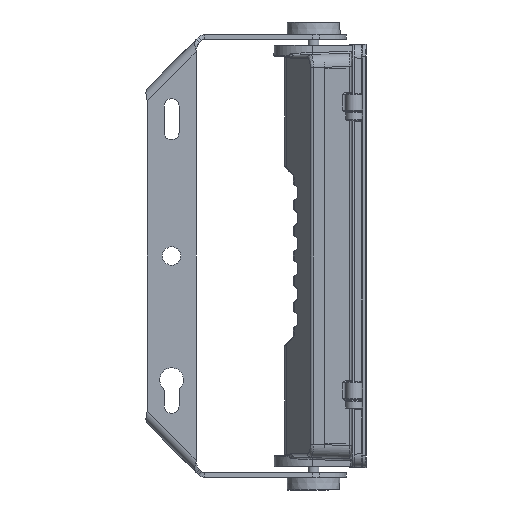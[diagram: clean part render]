
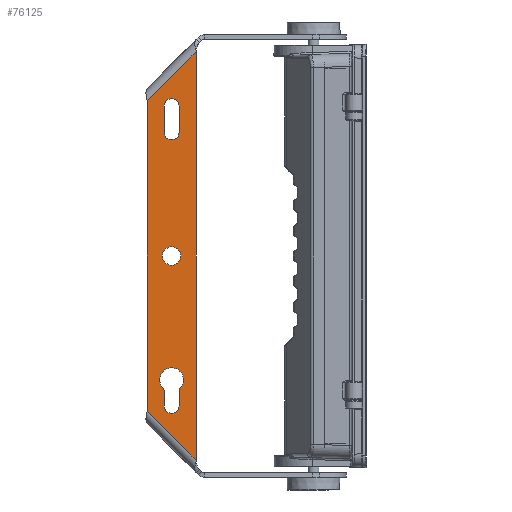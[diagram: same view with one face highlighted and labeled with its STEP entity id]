
A CAD part, front view. The second image highlights one B-rep face of the part: STEP entity #76125.
In plain terms, the highlighted planar face has unit normal (0, -1, 0).
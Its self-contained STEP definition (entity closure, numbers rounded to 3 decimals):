
#1091 = CARTESIAN_POINT ( 'NONE',  ( 171.5, 0., 0. ) ) ;
#1662 = CIRCLE ( 'NONE', #39433, 5. ) ;
#1968 = DIRECTION ( 'NONE',  ( -1., 0., 0. ) ) ;
#2652 = LINE ( 'NONE', #26294, #34015 ) ;
#2716 = AXIS2_PLACEMENT_3D ( 'NONE', #60412, #14596, #96932 ) ;
#2978 = CARTESIAN_POINT ( 'NONE',  ( 141.5, 0., -8.5 ) ) ;
#3369 = CIRCLE ( 'NONE', #56944, 10.5 ) ;
#3639 = DIRECTION ( 'NONE',  ( -0.707, 0., -0.707 ) ) ;
#3956 = VERTEX_POINT ( 'NONE', #58519 ) ;
#6063 = CIRCLE ( 'NONE', #37533, 10.5 ) ;
#7064 = VERTEX_POINT ( 'NONE', #7109 ) ;
#7109 = CARTESIAN_POINT ( 'NONE',  ( -154.149, 0., -8.5 ) ) ;
#7486 = ORIENTED_EDGE ( 'NONE', *, *, #25442, .T. ) ;
#9065 = EDGE_CURVE ( 'NONE', #81754, #82256, #3369, .T. ) ;
#9091 = EDGE_CURVE ( 'NONE', #10205, #36168, #80644, .T. ) ;
#9318 = CARTESIAN_POINT ( 'NONE',  ( 177.509, 0., 28. ) ) ;
#10205 = VERTEX_POINT ( 'NONE', #44504 ) ;
#10511 = LINE ( 'NONE', #85928, #77429 ) ;
#10707 = ORIENTED_EDGE ( 'NONE', *, *, #48917, .T. ) ;
#11245 = CARTESIAN_POINT ( 'NONE',  ( -233.509, 0., -28. ) ) ;
#11933 = CARTESIAN_POINT ( 'NONE',  ( -10.5, 0., 0. ) ) ;
#14164 = CARTESIAN_POINT ( 'NONE',  ( -150.73, 0., -9.851 ) ) ;
#14414 = VERTEX_POINT ( 'NONE', #89868 ) ;
#14422 = CARTESIAN_POINT ( 'NONE',  ( 0., 0., 0. ) ) ;
#14596 = DIRECTION ( 'NONE',  ( 0., -1., 0. ) ) ;
#14843 = VERTEX_POINT ( 'NONE', #46582 ) ;
#15976 = ORIENTED_EDGE ( 'NONE', *, *, #47251, .F. ) ;
#17945 = FACE_BOUND ( 'NONE', #80519, .T. ) ;
#18182 = CARTESIAN_POINT ( 'NONE',  ( -154.149, 0., 8.5 ) ) ;
#18850 = DIRECTION ( 'NONE',  ( 0., 0., -1. ) ) ;
#19531 = ORIENTED_EDGE ( 'NONE', *, *, #84874, .T. ) ;
#21391 = DIRECTION ( 'NONE',  ( -1., 0., 0. ) ) ;
#22074 = ORIENTED_EDGE ( 'NONE', *, *, #47180, .F. ) ;
#22548 = VERTEX_POINT ( 'NONE', #49845 ) ;
#22770 = DIRECTION ( 'NONE',  ( 0., 1., 0. ) ) ;
#24070 = ORIENTED_EDGE ( 'NONE', *, *, #28131, .T. ) ;
#24218 = CARTESIAN_POINT ( 'NONE',  ( 171.5, 0., -8.5 ) ) ;
#24399 = VECTOR ( 'NONE', #63466, 1000. ) ;
#25442 = EDGE_CURVE ( 'NONE', #22548, #36503, #62491, .T. ) ;
#25590 = DIRECTION ( 'NONE',  ( 0., -1., 0. ) ) ;
#25850 = ORIENTED_EDGE ( 'NONE', *, *, #41039, .T. ) ;
#25901 = CARTESIAN_POINT ( 'NONE',  ( 141.5, 0., 0. ) ) ;
#26294 = CARTESIAN_POINT ( 'NONE',  ( 141.5, 0., 8.5 ) ) ;
#27306 = VERTEX_POINT ( 'NONE', #87260 ) ;
#27697 = ORIENTED_EDGE ( 'NONE', *, *, #37898, .F. ) ;
#27843 = VECTOR ( 'NONE', #44065, 1000. ) ;
#28014 = EDGE_CURVE ( 'NONE', #32345, #14414, #10511, .T. ) ;
#28131 = EDGE_CURVE ( 'NONE', #29502, #7064, #28660, .T. ) ;
#28660 = CIRCLE ( 'NONE', #71045, 5. ) ;
#28769 = DIRECTION ( 'NONE',  ( 0., -1., 0. ) ) ;
#29046 = VECTOR ( 'NONE', #1968, 1000. ) ;
#29502 = VERTEX_POINT ( 'NONE', #14164 ) ;
#29607 = VECTOR ( 'NONE', #68514, 1000. ) ;
#32345 = VERTEX_POINT ( 'NONE', #90751 ) ;
#32364 = DIRECTION ( 'NONE',  ( 0., 1., 0. ) ) ;
#33483 = LINE ( 'NONE', #11245, #24399 ) ;
#33754 = FACE_OUTER_BOUND ( 'NONE', #53695, .T. ) ;
#34015 = VECTOR ( 'NONE', #56375, 1000. ) ;
#35835 = CIRCLE ( 'NONE', #2716, 13.5 ) ;
#36168 = VERTEX_POINT ( 'NONE', #72121 ) ;
#36503 = VERTEX_POINT ( 'NONE', #18182 ) ;
#36681 = CARTESIAN_POINT ( 'NONE',  ( -154.149, 0., -8.5 ) ) ;
#37533 = AXIS2_PLACEMENT_3D ( 'NONE', #42098, #72098, #21391 ) ;
#37898 = EDGE_CURVE ( 'NONE', #82256, #81754, #6063, .T. ) ;
#39319 = CIRCLE ( 'NONE', #73876, 8.5 ) ;
#39433 = AXIS2_PLACEMENT_3D ( 'NONE', #94288, #47960, #18850 ) ;
#40889 = DIRECTION ( 'NONE',  ( 0., 0., 1. ) ) ;
#41039 = EDGE_CURVE ( 'NONE', #3956, #10205, #2652, .T. ) ;
#41631 = VERTEX_POINT ( 'NONE', #53926 ) ;
#42098 = CARTESIAN_POINT ( 'NONE',  ( 0., 0., 0. ) ) ;
#42109 = PLANE ( 'NONE',  #82665 ) ;
#44065 = DIRECTION ( 'NONE',  ( -1., 0., 0. ) ) ;
#44504 = CARTESIAN_POINT ( 'NONE',  ( 171.5, 0., 8.5 ) ) ;
#45255 = CARTESIAN_POINT ( 'NONE',  ( -150.73, 0., 9.851 ) ) ;
#45857 = DIRECTION ( 'NONE',  ( 0.684, 0., 0.73 ) ) ;
#46582 = CARTESIAN_POINT ( 'NONE',  ( 177.509, 0., 28. ) ) ;
#46814 = LINE ( 'NONE', #9318, #56550 ) ;
#47180 = EDGE_CURVE ( 'NONE', #22548, #41631, #86436, .T. ) ;
#47251 = EDGE_CURVE ( 'NONE', #14843, #27306, #46814, .T. ) ;
#47567 = FACE_BOUND ( 'NONE', #56989, .T. ) ;
#47960 = DIRECTION ( 'NONE',  ( 0., -1., 0. ) ) ;
#48298 = CARTESIAN_POINT ( 'NONE',  ( 177.509, 0., 28. ) ) ;
#48917 = EDGE_CURVE ( 'NONE', #36503, #65954, #1662, .T. ) ;
#49540 = ORIENTED_EDGE ( 'NONE', *, *, #9065, .F. ) ;
#49609 = VERTEX_POINT ( 'NONE', #2978 ) ;
#49845 = CARTESIAN_POINT ( 'NONE',  ( -171.5, 0., 8.5 ) ) ;
#50260 = DIRECTION ( 'NONE',  ( 0.707, 0., -0.707 ) ) ;
#53695 = EDGE_LOOP ( 'NONE', ( #86549, #69258, #15976, #19531 ) ) ;
#53763 = EDGE_CURVE ( 'NONE', #14414, #27306, #33483, .T. ) ;
#53926 = CARTESIAN_POINT ( 'NONE',  ( -171.5, 0., -8.5 ) ) ;
#55434 = DIRECTION ( 'NONE',  ( -1., 0., 0. ) ) ;
#56300 = ORIENTED_EDGE ( 'NONE', *, *, #9091, .T. ) ;
#56375 = DIRECTION ( 'NONE',  ( 1., 0., 0. ) ) ;
#56550 = VECTOR ( 'NONE', #50260, 1000. ) ;
#56944 = AXIS2_PLACEMENT_3D ( 'NONE', #14422, #73507, #59759 ) ;
#56989 = EDGE_LOOP ( 'NONE', ( #56300, #64741, #75613, #25850 ) ) ;
#58164 = AXIS2_PLACEMENT_3D ( 'NONE', #69424, #25590, #40889 ) ;
#58519 = CARTESIAN_POINT ( 'NONE',  ( 141.5, 0., 8.5 ) ) ;
#59759 = DIRECTION ( 'NONE',  ( 1., 0., 0. ) ) ;
#60412 = CARTESIAN_POINT ( 'NONE',  ( -141.5, 0., 0. ) ) ;
#61081 = LINE ( 'NONE', #48298, #29046 ) ;
#61598 = CARTESIAN_POINT ( 'NONE',  ( 10.5, 0., 0. ) ) ;
#61662 = AXIS2_PLACEMENT_3D ( 'NONE', #1091, #22770, #90779 ) ;
#62491 = LINE ( 'NONE', #93117, #95707 ) ;
#63133 = EDGE_LOOP ( 'NONE', ( #49540, #27697 ) ) ;
#63466 = DIRECTION ( 'NONE',  ( 1., 0., 0. ) ) ;
#64229 = ORIENTED_EDGE ( 'NONE', *, *, #69939, .T. ) ;
#64741 = ORIENTED_EDGE ( 'NONE', *, *, #91274, .T. ) ;
#65954 = VERTEX_POINT ( 'NONE', #45255 ) ;
#68514 = DIRECTION ( 'NONE',  ( -1., 0., 0. ) ) ;
#69258 = ORIENTED_EDGE ( 'NONE', *, *, #53763, .T. ) ;
#69424 = CARTESIAN_POINT ( 'NONE',  ( -171.5, 0., 0. ) ) ;
#69502 = LINE ( 'NONE', #24218, #29607 ) ;
#69939 = EDGE_CURVE ( 'NONE', #7064, #41631, #80542, .T. ) ;
#71045 = AXIS2_PLACEMENT_3D ( 'NONE', #95337, #28769, #45857 ) ;
#72098 = DIRECTION ( 'NONE',  ( 0., -1., 0. ) ) ;
#72107 = DIRECTION ( 'NONE',  ( 0., -1., 0. ) ) ;
#72121 = CARTESIAN_POINT ( 'NONE',  ( 171.5, 0., -8.5 ) ) ;
#73507 = DIRECTION ( 'NONE',  ( 0., -1., 0. ) ) ;
#73876 = AXIS2_PLACEMENT_3D ( 'NONE', #25901, #32364, #85537 ) ;
#75613 = ORIENTED_EDGE ( 'NONE', *, *, #80650, .T. ) ;
#76125 = ADVANCED_FACE ( 'NONE', ( #85949, #47567, #17945, #33754 ), #42109, .T. ) ;
#77429 = VECTOR ( 'NONE', #3639, 1000. ) ;
#78215 = EDGE_CURVE ( 'NONE', #29502, #65954, #35835, .T. ) ;
#80519 = EDGE_LOOP ( 'NONE', ( #64229, #22074, #7486, #10707, #81083, #24070 ) ) ;
#80542 = LINE ( 'NONE', #36681, #27843 ) ;
#80644 = CIRCLE ( 'NONE', #61662, 8.5 ) ;
#80650 = EDGE_CURVE ( 'NONE', #49609, #3956, #39319, .T. ) ;
#81083 = ORIENTED_EDGE ( 'NONE', *, *, #78215, .F. ) ;
#81754 = VERTEX_POINT ( 'NONE', #61598 ) ;
#82256 = VERTEX_POINT ( 'NONE', #11933 ) ;
#82665 = AXIS2_PLACEMENT_3D ( 'NONE', #93864, #72107, #55434 ) ;
#84874 = EDGE_CURVE ( 'NONE', #14843, #32345, #61081, .T. ) ;
#85537 = DIRECTION ( 'NONE',  ( 0., 0., -1. ) ) ;
#85928 = CARTESIAN_POINT ( 'NONE',  ( -177.509, 0., 28. ) ) ;
#85949 = FACE_BOUND ( 'NONE', #63133, .T. ) ;
#86436 = CIRCLE ( 'NONE', #58164, 8.5 ) ;
#86549 = ORIENTED_EDGE ( 'NONE', *, *, #28014, .T. ) ;
#86669 = DIRECTION ( 'NONE',  ( 1., 0., 0. ) ) ;
#87260 = CARTESIAN_POINT ( 'NONE',  ( 233.509, 0., -28. ) ) ;
#89868 = CARTESIAN_POINT ( 'NONE',  ( -233.509, 0., -28. ) ) ;
#90751 = CARTESIAN_POINT ( 'NONE',  ( -177.509, 0., 28. ) ) ;
#90779 = DIRECTION ( 'NONE',  ( 0., 0., 1. ) ) ;
#91274 = EDGE_CURVE ( 'NONE', #36168, #49609, #69502, .T. ) ;
#93117 = CARTESIAN_POINT ( 'NONE',  ( -171.5, 0., 8.5 ) ) ;
#93864 = CARTESIAN_POINT ( 'NONE',  ( 154.509, 0., -28. ) ) ;
#94288 = CARTESIAN_POINT ( 'NONE',  ( -154.149, 0., 13.5 ) ) ;
#95337 = CARTESIAN_POINT ( 'NONE',  ( -154.149, 0., -13.5 ) ) ;
#95707 = VECTOR ( 'NONE', #86669, 1000. ) ;
#96932 = DIRECTION ( 'NONE',  ( -0.684, 0., -0.73 ) ) ;
